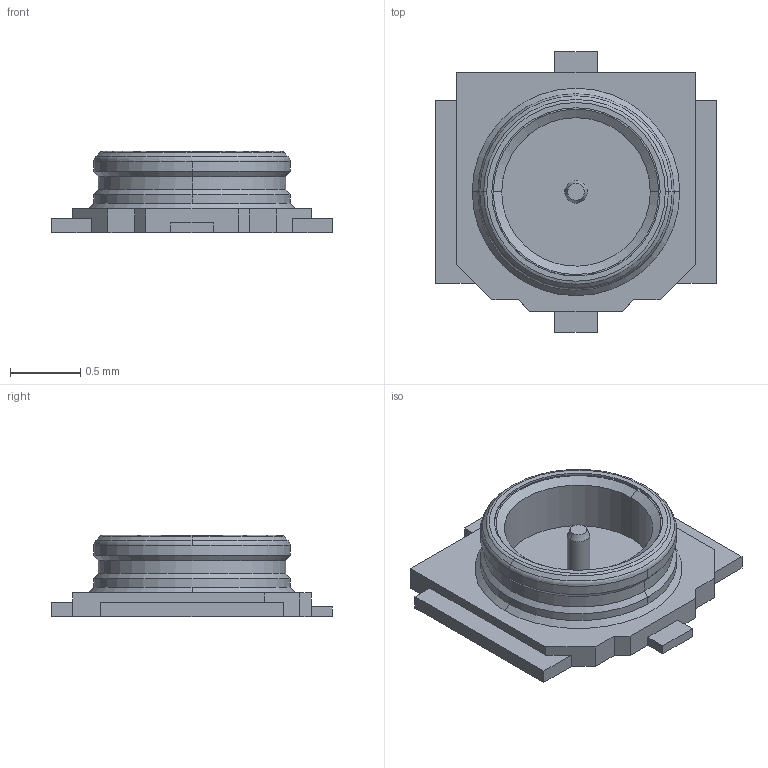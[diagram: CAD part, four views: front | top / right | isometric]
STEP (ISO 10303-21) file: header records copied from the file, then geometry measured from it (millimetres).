
FILE_DESCRIPTION(('Creo Elements/Direct Modeling STEP Export'),'2;1');
FILE_NAME('C.FL-R-SMT-1.stp','2021-07-27T17:03:41',(''),(''),'Creo Elements/Direct Modeling STEP processor for AP214 (Solid Model)','Creo Elements/Direct Modeling 19.0F 14-Feb-2017 (C) Parametric Technology GmbH','');
FILE_SCHEMA(('AUTOMOTIVE_DESIGN { 1 0 10303 214 1 1 1 1 }'));
Length unit declared in the file: millimetre
Products named in the file (2): C.FL-R-SMT-1
Assembly tree (1 placements, depth 2):
  C.FL-R-SMT-1
    C.FL-R-SMT-1
Bounding box: 2 x 2 x 0.58 mm (x, y, z)
Volume: 0.8 mm3; surface area: 10.8 mm2
Topology: 1 solids, 1 shells, 60 faces, 157 edges, 103 vertices
Faces by surface type: plane 32, cone 12, cylinder 12, torus 4
Entity records: 1726 total; most frequent: ORIENTED_EDGE 314, CARTESIAN_POINT 287, DIRECTION 266, EDGE_CURVE 157, VERTEX_POINT 103, VECTOR 102, LINE 102, AXIS2_PLACEMENT_3D 82
